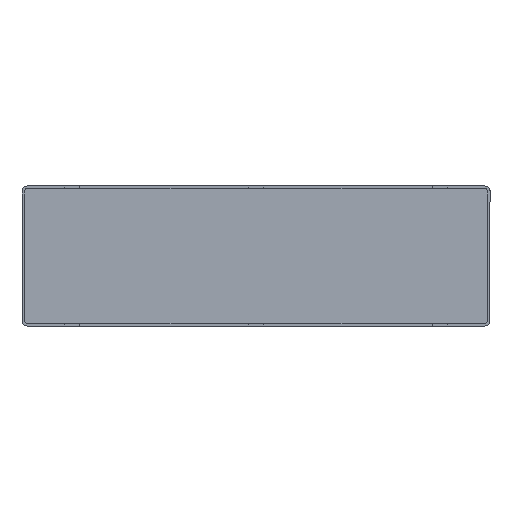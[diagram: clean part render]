
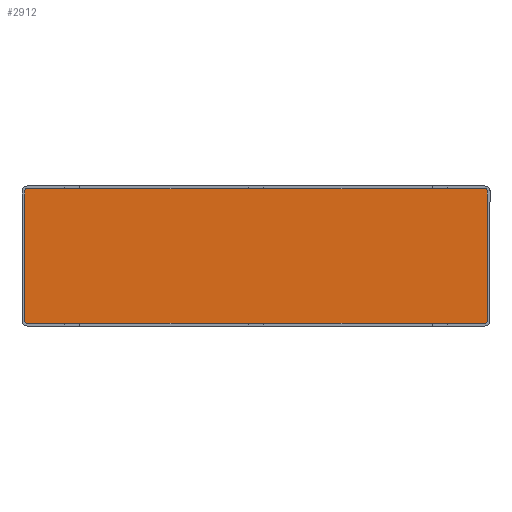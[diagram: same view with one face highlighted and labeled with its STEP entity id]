
A CAD part, top view. The second image highlights one B-rep face of the part: STEP entity #2912.
In plain terms, the highlighted planar face has unit normal (0, 0, 1).
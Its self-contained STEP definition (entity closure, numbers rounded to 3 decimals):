
#132=PLANE('',#3143);
#287=FACE_OUTER_BOUND('',#445,.T.);
#445=EDGE_LOOP('',(#2401,#2402,#2403,#2404,#2405,#2406,#2407,#2408,#2409,
#2410,#2411,#2412,#2413,#2414,#2415,#2416,#2417,#2418,#2419,#2420));
#657=LINE('',#4403,#991);
#660=LINE('',#4410,#994);
#663=LINE('',#4415,#997);
#666=LINE('',#4420,#1000);
#669=LINE('',#4425,#1003);
#672=LINE('',#4430,#1006);
#675=LINE('',#4435,#1009);
#678=LINE('',#4441,#1012);
#681=LINE('',#4449,#1015);
#684=LINE('',#4456,#1018);
#685=LINE('',#4459,#1019);
#687=LINE('',#4462,#1021);
#693=LINE('',#4476,#1027);
#774=LINE('',#4639,#1108);
#775=LINE('',#4640,#1109);
#776=LINE('',#4641,#1110);
#991=VECTOR('',#3581,1000.);
#994=VECTOR('',#3590,1000.);
#997=VECTOR('',#3595,1000.);
#1000=VECTOR('',#3600,1000.);
#1003=VECTOR('',#3605,1000.);
#1006=VECTOR('',#3610,1000.);
#1009=VECTOR('',#3615,1000.);
#1012=VECTOR('',#3620,1000.);
#1015=VECTOR('',#3629,1000.);
#1018=VECTOR('',#3638,1000.);
#1019=VECTOR('',#3641,1000.);
#1021=VECTOR('',#3645,1000.);
#1027=VECTOR('',#3657,1000.);
#1108=VECTOR('',#3834,1000.);
#1109=VECTOR('',#3835,1000.);
#1110=VECTOR('',#3836,1000.);
#1179=CIRCLE('',#3074,0.682);
#1180=CIRCLE('',#3077,0.682);
#1181=CIRCLE('',#3086,0.682);
#1182=CIRCLE('',#3089,0.682);
#1279=VERTEX_POINT('',#4164);
#1300=VERTEX_POINT('',#4219);
#1307=VERTEX_POINT('',#4240);
#1320=VERTEX_POINT('',#4270);
#1335=VERTEX_POINT('',#4314);
#1340=VERTEX_POINT('',#4328);
#1351=VERTEX_POINT('',#4356);
#1356=VERTEX_POINT('',#4370);
#1362=VERTEX_POINT('',#4392);
#1363=VERTEX_POINT('',#4396);
#1364=VERTEX_POINT('',#4398);
#1365=VERTEX_POINT('',#4402);
#1366=VERTEX_POINT('',#4406);
#1373=VERTEX_POINT('',#4440);
#1374=VERTEX_POINT('',#4444);
#1375=VERTEX_POINT('',#4448);
#1376=VERTEX_POINT('',#4452);
#1377=VERTEX_POINT('',#4458);
#1381=VERTEX_POINT('',#4473);
#1382=VERTEX_POINT('',#4475);
#1657=EDGE_CURVE('',#1363,#1364,#1179,.T.);
#1658=EDGE_CURVE('',#1365,#1363,#657,.T.);
#1661=EDGE_CURVE('',#1366,#1365,#1180,.T.);
#1662=EDGE_CURVE('',#1279,#1366,#660,.T.);
#1665=EDGE_CURVE('',#1356,#1279,#663,.T.);
#1668=EDGE_CURVE('',#1351,#1356,#666,.T.);
#1671=EDGE_CURVE('',#1340,#1351,#669,.T.);
#1674=EDGE_CURVE('',#1335,#1340,#672,.T.);
#1677=EDGE_CURVE('',#1320,#1335,#675,.T.);
#1680=EDGE_CURVE('',#1373,#1320,#678,.T.);
#1683=EDGE_CURVE('',#1374,#1373,#1181,.T.);
#1684=EDGE_CURVE('',#1375,#1374,#681,.T.);
#1687=EDGE_CURVE('',#1376,#1375,#1182,.T.);
#1688=EDGE_CURVE('',#1307,#1376,#684,.T.);
#1689=EDGE_CURVE('',#1377,#1300,#685,.T.);
#1691=EDGE_CURVE('',#1364,#1362,#687,.T.);
#1697=EDGE_CURVE('',#1382,#1381,#693,.T.);
#1782=EDGE_CURVE('',#1362,#1377,#774,.T.);
#1783=EDGE_CURVE('',#1300,#1382,#775,.T.);
#1784=EDGE_CURVE('',#1381,#1307,#776,.T.);
#2401=ORIENTED_EDGE('',*,*,#1691,.T.);
#2402=ORIENTED_EDGE('',*,*,#1782,.T.);
#2403=ORIENTED_EDGE('',*,*,#1689,.T.);
#2404=ORIENTED_EDGE('',*,*,#1783,.T.);
#2405=ORIENTED_EDGE('',*,*,#1697,.T.);
#2406=ORIENTED_EDGE('',*,*,#1784,.T.);
#2407=ORIENTED_EDGE('',*,*,#1688,.T.);
#2408=ORIENTED_EDGE('',*,*,#1687,.T.);
#2409=ORIENTED_EDGE('',*,*,#1684,.T.);
#2410=ORIENTED_EDGE('',*,*,#1683,.T.);
#2411=ORIENTED_EDGE('',*,*,#1680,.T.);
#2412=ORIENTED_EDGE('',*,*,#1677,.T.);
#2413=ORIENTED_EDGE('',*,*,#1674,.T.);
#2414=ORIENTED_EDGE('',*,*,#1671,.T.);
#2415=ORIENTED_EDGE('',*,*,#1668,.T.);
#2416=ORIENTED_EDGE('',*,*,#1665,.T.);
#2417=ORIENTED_EDGE('',*,*,#1662,.T.);
#2418=ORIENTED_EDGE('',*,*,#1661,.T.);
#2419=ORIENTED_EDGE('',*,*,#1658,.T.);
#2420=ORIENTED_EDGE('',*,*,#1657,.T.);
#2912=ADVANCED_FACE('',(#287),#132,.F.);
#3074=AXIS2_PLACEMENT_3D('',#4400,#3577,#3578);
#3077=AXIS2_PLACEMENT_3D('',#4408,#3586,#3587);
#3086=AXIS2_PLACEMENT_3D('',#4446,#3625,#3626);
#3089=AXIS2_PLACEMENT_3D('',#4454,#3634,#3635);
#3143=AXIS2_PLACEMENT_3D('',#4638,#3832,#3833);
#3577=DIRECTION('center_axis',(0.,0.,
1.));
#3578=DIRECTION('ref_axis',(0.,-1.,0.));
#3581=DIRECTION('',(0.,1.,0.));
#3586=DIRECTION('center_axis',(0.,0.,
1.));
#3587=DIRECTION('ref_axis',(0.,-1.,0.));
#3590=DIRECTION('',(1.,0.,0.));
#3595=DIRECTION('',(1.,0.,0.));
#3600=DIRECTION('',(1.,0.,0.));
#3605=DIRECTION('',(1.,0.,0.));
#3610=DIRECTION('',(1.,0.,0.));
#3615=DIRECTION('',(1.,0.,0.));
#3620=DIRECTION('',(1.,0.,0.));
#3625=DIRECTION('center_axis',(0.,0.,
1.));
#3626=DIRECTION('ref_axis',(0.,1.,0.));
#3629=DIRECTION('',(0.,-1.,0.));
#3634=DIRECTION('center_axis',(0.,0.,
1.));
#3635=DIRECTION('ref_axis',(0.,-1.,0.));
#3638=DIRECTION('',(-1.,0.,0.));
#3641=DIRECTION('',(-1.,0.,0.));
#3645=DIRECTION('',(-1.,0.,0.));
#3657=DIRECTION('',(-1.,0.,0.));
#3832=DIRECTION('center_axis',(0.,0.,-1.));
#3833=DIRECTION('ref_axis',(1.,0.,0.));
#3834=DIRECTION('',(-1.,0.,0.));
#3835=DIRECTION('',(-1.,0.,0.));
#3836=DIRECTION('',(-1.,0.,0.));
#4164=CARTESIAN_POINT('',(56.389,-19.776,1.94));
#4219=CARTESIAN_POINT('',(2.331,19.776,1.94));
#4240=CARTESIAN_POINT('',(-56.389,19.776,1.94));
#4270=CARTESIAN_POINT('',(-56.389,-19.776,1.94));
#4314=CARTESIAN_POINT('',(-51.726,-19.776,1.94));
#4328=CARTESIAN_POINT('',(-2.331,-19.776,1.94));
#4356=CARTESIAN_POINT('',(2.331,-19.776,1.94));
#4370=CARTESIAN_POINT('',(51.726,-19.776,1.94));
#4392=CARTESIAN_POINT('',(56.389,19.776,1.94));
#4396=CARTESIAN_POINT('',(67.947,19.094,1.94));
#4398=CARTESIAN_POINT('',(67.266,19.776,1.94));
#4400=CARTESIAN_POINT('Origin',(67.266,19.094,1.94));
#4402=CARTESIAN_POINT('',(67.947,-19.094,1.94));
#4403=CARTESIAN_POINT('',(67.947,18.995,1.94));
#4406=CARTESIAN_POINT('',(67.266,-19.776,1.94));
#4408=CARTESIAN_POINT('Origin',(67.266,-19.094,1.94));
#4410=CARTESIAN_POINT('',(84.872,-19.776,1.94));
#4415=CARTESIAN_POINT('',(51.785,-19.776,1.94));
#4420=CARTESIAN_POINT('',(84.872,-19.776,1.94));
#4425=CARTESIAN_POINT('',(-2.272,-19.776,1.94));
#4430=CARTESIAN_POINT('',(84.872,-19.776,1.94));
#4435=CARTESIAN_POINT('',(-56.33,-19.776,1.94));
#4440=CARTESIAN_POINT('',(-67.266,-19.776,1.94));
#4441=CARTESIAN_POINT('',(84.872,-19.776,1.94));
#4444=CARTESIAN_POINT('',(-67.947,-19.094,1.94));
#4446=CARTESIAN_POINT('Origin',(-67.266,-19.094,1.94));
#4448=CARTESIAN_POINT('',(-67.947,19.094,1.94));
#4449=CARTESIAN_POINT('',(-67.947,-18.995,1.94));
#4452=CARTESIAN_POINT('',(-67.266,19.776,1.94));
#4454=CARTESIAN_POINT('Origin',(-67.266,19.094,1.94));
#4456=CARTESIAN_POINT('',(-75.372,19.776,1.94));
#4458=CARTESIAN_POINT('',(51.726,19.776,1.94));
#4459=CARTESIAN_POINT('',(-75.372,19.776,1.94));
#4462=CARTESIAN_POINT('',(-75.372,19.776,1.94));
#4473=CARTESIAN_POINT('',(-51.726,19.776,1.94));
#4475=CARTESIAN_POINT('',(-2.331,19.776,1.94));
#4476=CARTESIAN_POINT('',(-75.372,19.776,1.94));
#4638=CARTESIAN_POINT('Origin',(0.,35.397,1.94));
#4639=CARTESIAN_POINT('',(56.33,19.776,1.94));
#4640=CARTESIAN_POINT('',(2.272,19.776,1.94));
#4641=CARTESIAN_POINT('',(-51.785,19.776,1.94));
